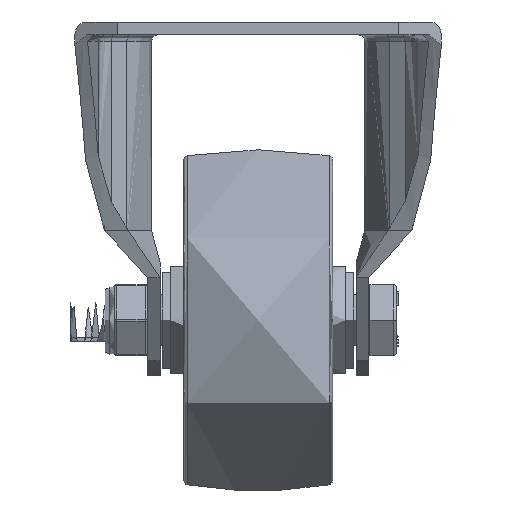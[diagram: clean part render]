
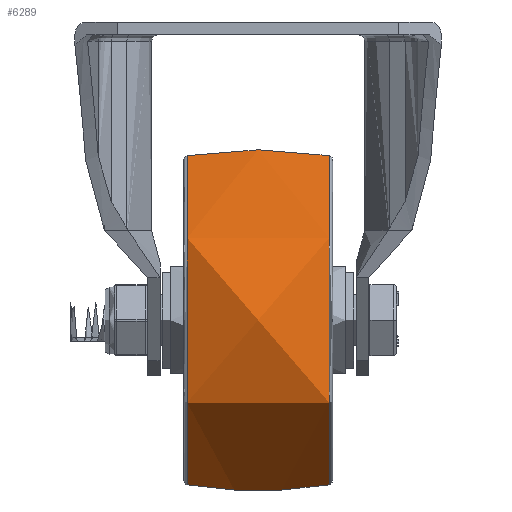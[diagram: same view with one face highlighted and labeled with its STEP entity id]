
A CAD part, left-side view. The second image highlights one B-rep face of the part: STEP entity #6289.
In plain terms, the highlighted free-form (B-spline) face has degree [2, 2] with [3, 9] control points.
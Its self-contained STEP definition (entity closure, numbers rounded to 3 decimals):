
#29=(
BOUNDED_SURFACE()
B_SPLINE_SURFACE(2,2,((#10657,#10658,#10659,#10660,#10661,#10662,#10663,
#10664,#10665),(#10666,#10667,#10668,#10669,#10670,#10671,#10672,#10673,
#10674),(#10675,#10676,#10677,#10678,#10679,#10680,#10681,#10682,#10683)),
 .UNSPECIFIED.,.F.,.T.,.F.)
B_SPLINE_SURFACE_WITH_KNOTS((3,3),(3,2,2,2,3),(-0.163,0.163),
(-3.142,-1.571,0.,1.571,3.142),
 .UNSPECIFIED.)
GEOMETRIC_REPRESENTATION_ITEM()
RATIONAL_B_SPLINE_SURFACE(((1.,0.707,1.,0.707,1.,
0.707,1.,0.707,1.),(0.987,0.698,
0.987,0.698,0.987,0.698,
0.987,0.698,0.987),(1.,0.707,
1.,0.707,1.,0.707,1.,0.707,1.)))
REPRESENTATION_ITEM('')
SURFACE()
);
#802=FACE_OUTER_BOUND('',#1202,.T.);
#1202=EDGE_LOOP('',(#5012,#5013,#5014,#5015,#5016,#5017));
#2514=CIRCLE('',#6884,38.641);
#2515=CIRCLE('',#6885,102.833);
#2516=CIRCLE('',#6886,38.641);
#2517=CIRCLE('',#6887,38.641);
#2518=CIRCLE('',#6888,38.641);
#2891=VERTEX_POINT('',#10684);
#2892=VERTEX_POINT('',#10685);
#2893=VERTEX_POINT('',#10687);
#2894=VERTEX_POINT('',#10689);
#3643=EDGE_CURVE('',#2891,#2892,#2514,.T.);
#3644=EDGE_CURVE('',#2891,#2893,#2515,.T.);
#3645=EDGE_CURVE('',#2894,#2893,#2516,.T.);
#3646=EDGE_CURVE('',#2893,#2894,#2517,.T.);
#3647=EDGE_CURVE('',#2892,#2891,#2518,.T.);
#5012=ORIENTED_EDGE('',*,*,#3643,.F.);
#5013=ORIENTED_EDGE('',*,*,#3644,.T.);
#5014=ORIENTED_EDGE('',*,*,#3645,.F.);
#5015=ORIENTED_EDGE('',*,*,#3646,.F.);
#5016=ORIENTED_EDGE('',*,*,#3644,.F.);
#5017=ORIENTED_EDGE('',*,*,#3647,.F.);
#6289=ADVANCED_FACE('',(#802),#29,.F.);
#6884=AXIS2_PLACEMENT_3D('',#10686,#8046,#8047);
#6885=AXIS2_PLACEMENT_3D('',#10688,#8048,#8049);
#6886=AXIS2_PLACEMENT_3D('',#10690,#8050,#8051);
#6887=AXIS2_PLACEMENT_3D('',#10691,#8052,#8053);
#6888=AXIS2_PLACEMENT_3D('',#10692,#8054,#8055);
#8046=DIRECTION('center_axis',(0.,-1.,0.));
#8047=DIRECTION('ref_axis',(0.,0.,
-1.));
#8048=DIRECTION('center_axis',(1.,0.,0.));
#8049=DIRECTION('ref_axis',(0.,0.,-1.));
#8050=DIRECTION('center_axis',(0.,1.,0.));
#8051=DIRECTION('ref_axis',(0.,0.,
-1.));
#8052=DIRECTION('center_axis',(0.,1.,0.));
#8053=DIRECTION('ref_axis',(0.,0.,
-1.));
#8054=DIRECTION('center_axis',(0.,-1.,0.));
#8055=DIRECTION('ref_axis',(0.,0.,
-1.));
#10657=CARTESIAN_POINT('Ctrl Pts',(0.,16.662,
-38.641));
#10658=CARTESIAN_POINT('Ctrl Pts',(38.641,16.662,-38.641));
#10659=CARTESIAN_POINT('Ctrl Pts',(38.641,16.662,0.));
#10660=CARTESIAN_POINT('Ctrl Pts',(38.641,16.662,38.641));
#10661=CARTESIAN_POINT('Ctrl Pts',(0.,16.662,
38.641));
#10662=CARTESIAN_POINT('Ctrl Pts',(-38.641,16.662,38.641));
#10663=CARTESIAN_POINT('Ctrl Pts',(-38.641,16.662,0.));
#10664=CARTESIAN_POINT('Ctrl Pts',(-38.641,16.662,-38.641));
#10665=CARTESIAN_POINT('Ctrl Pts',(0.,16.662,
-38.641));
#10666=CARTESIAN_POINT('Ctrl Pts',(0.,0.,
-41.377));
#10667=CARTESIAN_POINT('Ctrl Pts',(41.377,0.,
-41.377));
#10668=CARTESIAN_POINT('Ctrl Pts',(41.377,0.,
0.));
#10669=CARTESIAN_POINT('Ctrl Pts',(41.377,0.,
41.377));
#10670=CARTESIAN_POINT('Ctrl Pts',(0.,0.,
41.377));
#10671=CARTESIAN_POINT('Ctrl Pts',(-41.377,0.,
41.377));
#10672=CARTESIAN_POINT('Ctrl Pts',(-41.377,0.,
0.));
#10673=CARTESIAN_POINT('Ctrl Pts',(-41.377,0.,
-41.377));
#10674=CARTESIAN_POINT('Ctrl Pts',(0.,0.,
-41.377));
#10675=CARTESIAN_POINT('Ctrl Pts',(0.,-16.662,
-38.641));
#10676=CARTESIAN_POINT('Ctrl Pts',(38.641,-16.662,-38.641));
#10677=CARTESIAN_POINT('Ctrl Pts',(38.641,-16.662,0.));
#10678=CARTESIAN_POINT('Ctrl Pts',(38.641,-16.662,38.641));
#10679=CARTESIAN_POINT('Ctrl Pts',(0.,-16.662,
38.641));
#10680=CARTESIAN_POINT('Ctrl Pts',(-38.641,-16.662,38.641));
#10681=CARTESIAN_POINT('Ctrl Pts',(-38.641,-16.662,0.));
#10682=CARTESIAN_POINT('Ctrl Pts',(-38.641,-16.662,-38.641));
#10683=CARTESIAN_POINT('Ctrl Pts',(0.,-16.662,
-38.641));
#10684=CARTESIAN_POINT('',(0.,-16.662,-38.641));
#10685=CARTESIAN_POINT('',(0.,-16.662,38.641));
#10686=CARTESIAN_POINT('Origin',(0.,-16.662,
0.));
#10687=CARTESIAN_POINT('',(0.,16.662,-38.641));
#10688=CARTESIAN_POINT('Origin',(0.,0.,
62.833));
#10689=CARTESIAN_POINT('',(0.,16.662,38.641));
#10690=CARTESIAN_POINT('Origin',(0.,16.662,
0.));
#10691=CARTESIAN_POINT('Origin',(0.,16.662,
0.));
#10692=CARTESIAN_POINT('Origin',(0.,-16.662,
0.));
